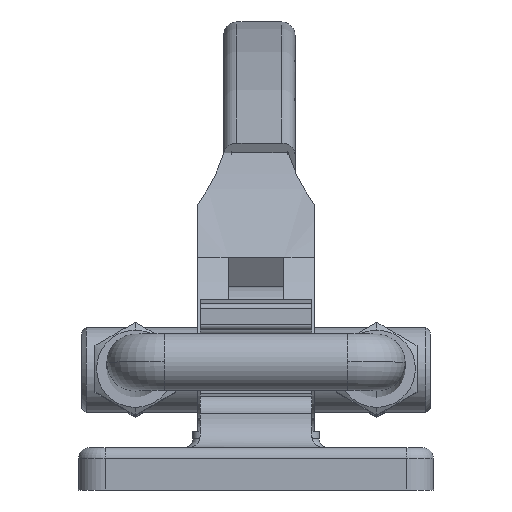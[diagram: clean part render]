
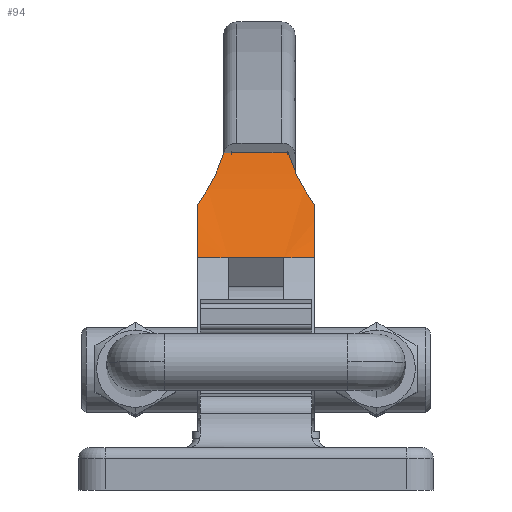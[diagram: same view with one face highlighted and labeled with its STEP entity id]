
A CAD part, left-side view. The second image highlights one B-rep face of the part: STEP entity #94.
In plain terms, the highlighted cylindrical face has radius 230 mm (diameter 460 mm), a partial arc.
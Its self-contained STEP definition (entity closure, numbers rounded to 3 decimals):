
#94 = ADVANCED_FACE ( 'NONE', ( #17516 ), #17525, .T. ) ;
#294 = B_SPLINE_CURVE_WITH_KNOTS ( 'NONE', 3,
 ( #584, #568, #587, #588, #589, #590 ),
 .UNSPECIFIED., .F., .F.,
 ( 4, 2, 4 ),
 ( 0., 0.011, 0.022 ),
 .UNSPECIFIED. ) ;
#299 = B_SPLINE_CURVE_WITH_KNOTS ( 'NONE', 3,
 ( #553, #554, #559, #560, #561, #562 ),
 .UNSPECIFIED., .F., .F.,
 ( 4, 2, 4 ),
 ( 0., 0.011, 0.022 ),
 .UNSPECIFIED. ) ;
#472 = CARTESIAN_POINT ( 'NONE',  ( -22.496, 43.438, 13. ) ) ;
#500 = DIRECTION ( 'NONE',  ( 0., 0., -1. ) ) ;
#504 = DIRECTION ( 'NONE',  ( 0., 0., -1. ) ) ;
#505 = CARTESIAN_POINT ( 'NONE',  ( 103.938, -148.693, 13. ) ) ;
#506 = DIRECTION ( 'NONE',  ( 0., 0., 1. ) ) ;
#507 = DIRECTION ( 'NONE',  ( -1., 0., 0. ) ) ;
#508 = CARTESIAN_POINT ( 'NONE',  ( -22.496, 43.438, -6.25 ) ) ;
#509 = CARTESIAN_POINT ( 'NONE',  ( 13.312, 62.7, 13. ) ) ;
#510 = DIRECTION ( 'NONE',  ( 0., 0., 1. ) ) ;
#513 = CARTESIAN_POINT ( 'NONE',  ( 103.938, -148.693, -13. ) ) ;
#514 = DIRECTION ( 'NONE',  ( 0., 0., 1. ) ) ;
#515 = DIRECTION ( 'NONE',  ( -1., 0., 0. ) ) ;
#553 = CARTESIAN_POINT ( 'NONE',  ( 13.312, 62.7, 6.986 ) ) ;
#554 = CARTESIAN_POINT ( 'NONE',  ( 9.891, 61.234, 7.534 ) ) ;
#559 = CARTESIAN_POINT ( 'NONE',  ( 6.571, 59.712, 8.315 ) ) ;
#560 = CARTESIAN_POINT ( 'NONE',  ( 0.114, 56.571, 10.323 ) ) ;
#561 = CARTESIAN_POINT ( 'NONE',  ( -3.022, 54.953, 11.55 ) ) ;
#562 = CARTESIAN_POINT ( 'NONE',  ( -6.069, 53.294, 13. ) ) ;
#568 = CARTESIAN_POINT ( 'NONE',  ( 9.891, 61.234, -7.534 ) ) ;
#584 = CARTESIAN_POINT ( 'NONE',  ( 13.312, 62.7, -6.986 ) ) ;
#587 = CARTESIAN_POINT ( 'NONE',  ( 6.571, 59.712, -8.315 ) ) ;
#588 = CARTESIAN_POINT ( 'NONE',  ( 0.114, 56.571, -10.323 ) ) ;
#589 = CARTESIAN_POINT ( 'NONE',  ( -3.022, 54.953, -11.55 ) ) ;
#590 = CARTESIAN_POINT ( 'NONE',  ( -6.069, 53.294, -13. ) ) ;
#3474 = AXIS2_PLACEMENT_3D ( 'NONE', #505, #506, #507 ) ;
#3475 = AXIS2_PLACEMENT_3D ( 'NONE', #513, #514, #515 ) ;
#6007 = VERTEX_POINT ( 'NONE', #21931 ) ;
#6023 = VERTEX_POINT ( 'NONE', #21947 ) ;
#6040 = VERTEX_POINT ( 'NONE', #21964 ) ;
#6043 = VERTEX_POINT ( 'NONE', #21967 ) ;
#6095 = VERTEX_POINT ( 'NONE', #22019 ) ;
#6105 = VERTEX_POINT ( 'NONE', #22029 ) ;
#6116 = VERTEX_POINT ( 'NONE', #22040 ) ;
#6120 = VERTEX_POINT ( 'NONE', #22044 ) ;
#9111 = EDGE_CURVE ( 'NONE', #6095, #6007, #23511, .T. ) ;
#9112 = EDGE_CURVE ( 'NONE', #6007, #6040, #23522, .T. ) ;
#9113 = EDGE_CURVE ( 'NONE', #6120, #6040, #23523, .T. ) ;
#9114 = EDGE_CURVE ( 'NONE', #6105, #6043, #23521, .T. ) ;
#9115 = EDGE_CURVE ( 'NONE', #6116, #6023, #23527, .T. ) ;
#9124 = EDGE_CURVE ( 'NONE', #6116, #6095, #299, .T. ) ;
#9130 = EDGE_CURVE ( 'NONE', #6023, #6105, #294, .T. ) ;
#11169 = AXIS2_PLACEMENT_3D ( 'NONE', #17812, #17813, #17817 ) ;
#13446 = ORIENTED_EDGE ( 'NONE', *, *, #9111, .F. ) ;
#13447 = ORIENTED_EDGE ( 'NONE', *, *, #9112, .F. ) ;
#13448 = ORIENTED_EDGE ( 'NONE', *, *, #9113, .T. ) ;
#13465 = ORIENTED_EDGE ( 'NONE', *, *, #16259, .F. ) ;
#13466 = ORIENTED_EDGE ( 'NONE', *, *, #9114, .T. ) ;
#13467 = ORIENTED_EDGE ( 'NONE', *, *, #9130, .T. ) ;
#13468 = ORIENTED_EDGE ( 'NONE', *, *, #9115, .T. ) ;
#13469 = ORIENTED_EDGE ( 'NONE', *, *, #9124, .F. ) ;
#15478 = LINE ( 'NONE', #22320, #15483 ) ;
#15483 = VECTOR ( 'NONE', #22307, 1000. ) ;
#16259 = EDGE_CURVE ( 'NONE', #6120, #6043, #15478, .T. ) ;
#17217 = EDGE_LOOP ( 'NONE', ( #13469, #13468, #13467, #13466, #13465, #13448, #13447, #13446 ) ) ;
#17516 = FACE_OUTER_BOUND ( 'NONE', #17217, .T. ) ;
#17525 = CYLINDRICAL_SURFACE ( 'NONE', #11169, 230. ) ;
#17812 = CARTESIAN_POINT ( 'NONE',  ( 103.938, -148.693, 13. ) ) ;
#17813 = DIRECTION ( 'NONE',  ( 0., 0., -1. ) ) ;
#17817 = DIRECTION ( 'NONE',  ( -1., 0., 0. ) ) ;
#21931 = CARTESIAN_POINT ( 'NONE',  ( -22.496, 43.438, 13. ) ) ;
#21947 = CARTESIAN_POINT ( 'NONE',  ( 13.312, 62.7, -6.986 ) ) ;
#21964 = CARTESIAN_POINT ( 'NONE',  ( -22.496, 43.438, 6.25 ) ) ;
#21967 = CARTESIAN_POINT ( 'NONE',  ( -22.496, 43.438, -13. ) ) ;
#22019 = CARTESIAN_POINT ( 'NONE',  ( -6.069, 53.294, 13. ) ) ;
#22029 = CARTESIAN_POINT ( 'NONE',  ( -6.069, 53.294, -13. ) ) ;
#22040 = CARTESIAN_POINT ( 'NONE',  ( 13.312, 62.7, 6.986 ) ) ;
#22044 = CARTESIAN_POINT ( 'NONE',  ( -22.496, 43.438, -6.25 ) ) ;
#22307 = DIRECTION ( 'NONE',  ( 0., 0., -1. ) ) ;
#22320 = CARTESIAN_POINT ( 'NONE',  ( -22.496, 43.438, 13. ) ) ;
#23511 = CIRCLE ( 'NONE', #3474, 230. ) ;
#23521 = CIRCLE ( 'NONE', #3475, 230. ) ;
#23522 = LINE ( 'NONE', #472, #23524 ) ;
#23523 = LINE ( 'NONE', #508, #23526 ) ;
#23524 = VECTOR ( 'NONE', #500, 1000. ) ;
#23526 = VECTOR ( 'NONE', #510, 1000. ) ;
#23527 = LINE ( 'NONE', #509, #23529 ) ;
#23529 = VECTOR ( 'NONE', #504, 1000. ) ;
